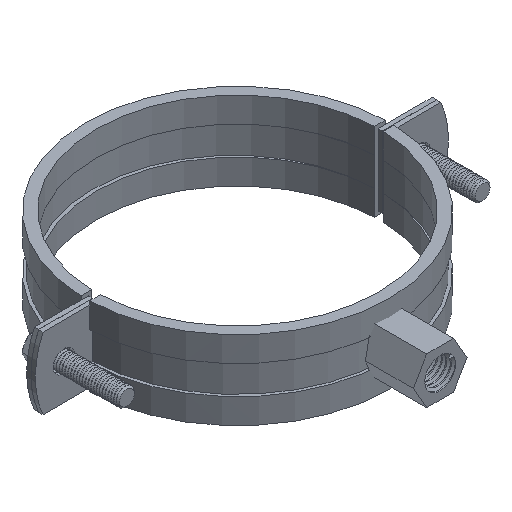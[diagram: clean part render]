
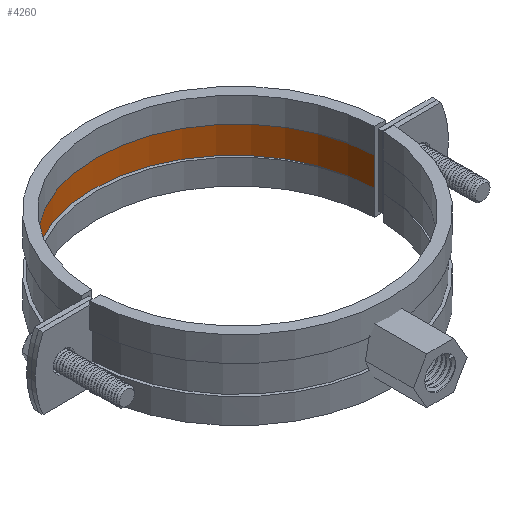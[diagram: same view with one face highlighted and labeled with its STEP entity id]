
A CAD part, isometric view. The second image highlights one B-rep face of the part: STEP entity #4260.
In plain terms, the highlighted cylindrical face has radius 39.483 mm (diameter 78.966 mm), a partial arc.
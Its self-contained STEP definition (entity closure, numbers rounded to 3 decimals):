
#268 = VERTEX_POINT ( 'NONE', #2034 ) ;
#365 = CARTESIAN_POINT ( 'NONE',  ( 57.683, 0.919, 104.396 ) ) ;
#665 = CIRCLE ( 'NONE', #8533, 39.483 ) ;
#922 = DIRECTION ( 'NONE',  ( 0., 0., 1. ) ) ;
#959 = ORIENTED_EDGE ( 'NONE', *, *, #11004, .F. ) ;
#1221 = LINE ( 'NONE', #3796, #4203 ) ;
#2034 = CARTESIAN_POINT ( 'NONE',  ( 18.201, 1.2, 6. ) ) ;
#2242 = DIRECTION ( 'NONE',  ( 1., 0., 0. ) ) ;
#2854 = CARTESIAN_POINT ( 'NONE',  ( 97.164, 1.2, 104.396 ) ) ;
#3022 = DIRECTION ( 'NONE',  ( 0., 0., -1. ) ) ;
#3053 = FACE_OUTER_BOUND ( 'NONE', #5309, .T. ) ;
#3087 = AXIS2_PLACEMENT_3D ( 'NONE', #365, #4875, #9271 ) ;
#3214 = ORIENTED_EDGE ( 'NONE', *, *, #7449, .T. ) ;
#3299 = ORIENTED_EDGE ( 'NONE', *, *, #5049, .T. ) ;
#3551 = CARTESIAN_POINT ( 'NONE',  ( 97.164, 1.2, 6. ) ) ;
#3796 = CARTESIAN_POINT ( 'NONE',  ( 18.201, 1.2, 104.396 ) ) ;
#4203 = VECTOR ( 'NONE', #3022, 1000. ) ;
#4260 = ADVANCED_FACE ( 'NONE', ( #3053 ), #8339, .F. ) ;
#4401 = CARTESIAN_POINT ( 'NONE',  ( 18.201, 1.2, 14. ) ) ;
#4875 = DIRECTION ( 'NONE',  ( 0., 0., -1. ) ) ;
#5049 = EDGE_CURVE ( 'NONE', #268, #8812, #665, .T. ) ;
#5309 = EDGE_LOOP ( 'NONE', ( #959, #9820, #3214, #3299 ) ) ;
#5315 = DIRECTION ( 'NONE',  ( -1., 0., 0. ) ) ;
#5498 = DIRECTION ( 'NONE',  ( 0., 0., -1. ) ) ;
#5691 = CIRCLE ( 'NONE', #7393, 39.483 ) ;
#6535 = VERTEX_POINT ( 'NONE', #9385 ) ;
#6703 = DIRECTION ( 'NONE',  ( 0., 0., -1. ) ) ;
#7257 = LINE ( 'NONE', #2854, #10398 ) ;
#7393 = AXIS2_PLACEMENT_3D ( 'NONE', #8947, #922, #5315 ) ;
#7449 = EDGE_CURVE ( 'NONE', #8492, #268, #1221, .T. ) ;
#7583 = CARTESIAN_POINT ( 'NONE',  ( 57.683, 0.919, 6. ) ) ;
#8339 = CYLINDRICAL_SURFACE ( 'NONE', #3087, 39.483 ) ;
#8492 = VERTEX_POINT ( 'NONE', #4401 ) ;
#8533 = AXIS2_PLACEMENT_3D ( 'NONE', #7583, #6703, #2242 ) ;
#8812 = VERTEX_POINT ( 'NONE', #3551 ) ;
#8947 = CARTESIAN_POINT ( 'NONE',  ( 57.683, 0.919, 14. ) ) ;
#9271 = DIRECTION ( 'NONE',  ( -1., 0., 0. ) ) ;
#9385 = CARTESIAN_POINT ( 'NONE',  ( 97.164, 1.2, 14. ) ) ;
#9820 = ORIENTED_EDGE ( 'NONE', *, *, #10245, .T. ) ;
#10245 = EDGE_CURVE ( 'NONE', #6535, #8492, #5691, .T. ) ;
#10398 = VECTOR ( 'NONE', #5498, 1000. ) ;
#11004 = EDGE_CURVE ( 'NONE', #6535, #8812, #7257, .T. ) ;
